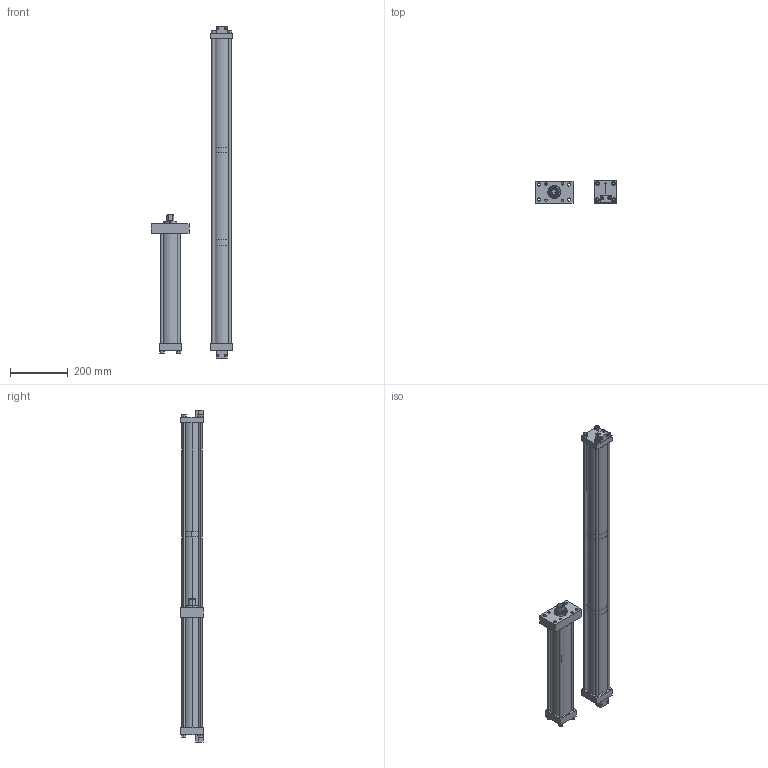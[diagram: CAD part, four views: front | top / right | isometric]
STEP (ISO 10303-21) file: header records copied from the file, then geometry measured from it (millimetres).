
FILE_DESCRIPTION (( 'STEP AP203' ), '1' );
FILE_NAME ('HPS-2-6.00-1.00-FH.STEP', '2020-05-19T13:26:36', ( '' ), ( '' ), 'SwSTEP 2.0', 'SolidWorks 2018', '' );
FILE_SCHEMA (( 'CONFIG_CONTROL_DESIGN' ));
Length unit declared in the file: inch
Products named in the file (17): E0101; HPS-2-6.00-1.00-FH; E0204_-2; E0259; E0260_6.0; E0261_1.0; E0213; E0263_6.0-1.0; E0211_6.0; E0264; G0210; NLN .375; E02BRK; F0262; F0103; ES0214_1.0; ES0205_6.0
Assembly tree (30 placements, depth 2):
  HPS-2-6.00-1.00-FH
    F0103
    G0210
    E0213
    E0264
    NLN .375  x8
    E0259
    ES0205_6.0
    E0211_6.0
    E0260_6.0  x4
    ES0214_1.0
    E0261_1.0
    E0263_6.0-1.0  x4
    F0262
    E0204_-2
    E0101
    E02BRK  x2
Bounding box: 280.97 x 76.2 x 1149.58 mm (x, y, z)
Volume: 2372308.5 mm3; surface area: 977542.8 mm2
Topology: 30 solids, 30 shells, 484 faces, 1102 edges, 721 vertices
Faces by surface type: cylinder 254, plane 196, cone 34
Entity records: 12820 total; most frequent: CARTESIAN_POINT 2710, DIRECTION 1793, ORIENTED_EDGE 1496, EDGE_CURVE 748, AXIS2_PLACEMENT_3D 736, VERTEX_POINT 489, EDGE_LOOP 441, CIRCLE 379
